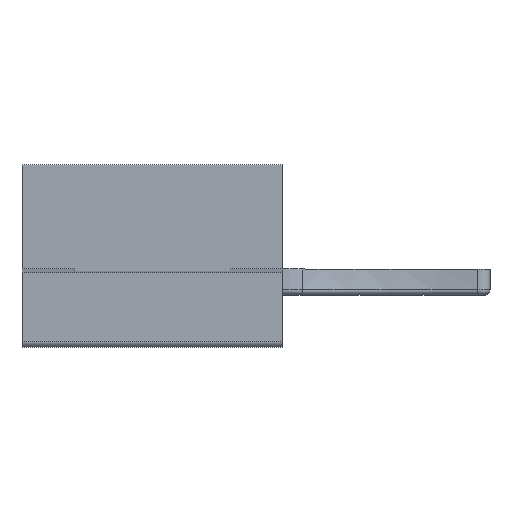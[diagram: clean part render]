
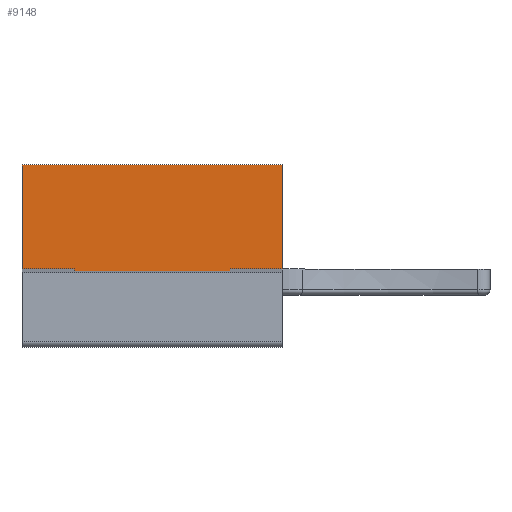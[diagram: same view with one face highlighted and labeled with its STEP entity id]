
A CAD part, top view. The second image highlights one B-rep face of the part: STEP entity #9148.
In plain terms, the highlighted planar face has unit normal (0, 0, 1).
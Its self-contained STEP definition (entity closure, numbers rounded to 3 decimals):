
#68 = VERTEX_POINT('',#69);
#69 = CARTESIAN_POINT('',(-67.,-80.,25.));
#82 = PLANE('',#83);
#83 = AXIS2_PLACEMENT_3D('',#84,#85,#86);
#84 = CARTESIAN_POINT('',(-117.,-80.,25.));
#85 = DIRECTION('',(0.,-0.996,
    -0.087));
#86 = DIRECTION('',(0.,-0.087,
    0.996));
#1965 = PLANE('',#1966);
#1966 = AXIS2_PLACEMENT_3D('',#1967,#1968,#1969);
#1967 = CARTESIAN_POINT('',(-117.,-80.7,33.));
#1968 = DIRECTION('',(-1.,-0.,0.));
#1969 = DIRECTION('',(0.,0.,-1.));
#2076 = VERTEX_POINT('',#2077);
#2077 = CARTESIAN_POINT('',(-117.,-80.,25.));
#2097 = EDGE_CURVE('',#2076,#2098,#2100,.T.);
#2098 = VERTEX_POINT('',#2099);
#2099 = CARTESIAN_POINT('',(-107.,-80.,25.));
#2100 = SURFACE_CURVE('',#2101,(#2105,#2111),.PCURVE_S1.);
#2101 = LINE('',#2102,#2103);
#2102 = CARTESIAN_POINT('',(-117.,-80.,25.));
#2103 = VECTOR('',#2104,1.);
#2104 = DIRECTION('',(1.,0.,0.));
#2105 = PCURVE('',#82,#2106);
#2106 = DEFINITIONAL_REPRESENTATION('',(#2107),#2110);
#2107 = B_SPLINE_CURVE_WITH_KNOTS('',1,(#2108,#2109),.UNSPECIFIED.,.F.,
  .F.,(2,2),(0.,10.),.PIECEWISE_BEZIER_KNOTS.);
#2108 = CARTESIAN_POINT('',(0.,0.));
#2109 = CARTESIAN_POINT('',(0.,-10.));
#2110 = ( GEOMETRIC_REPRESENTATION_CONTEXT(2) 
PARAMETRIC_REPRESENTATION_CONTEXT() REPRESENTATION_CONTEXT('2D SPACE',''
  ) );
#2111 = PCURVE('',#2112,#2117);
#2112 = PLANE('',#2113);
#2113 = AXIS2_PLACEMENT_3D('',#2114,#2115,#2116);
#2114 = CARTESIAN_POINT('',(-92.,-71.833,25.));
#2115 = DIRECTION('',(0.,0.,1.));
#2116 = DIRECTION('',(1.,0.,0.));
#2117 = DEFINITIONAL_REPRESENTATION('',(#2118),#2122);
#2118 = LINE('',#2119,#2120);
#2119 = CARTESIAN_POINT('',(-25.,-8.167));
#2120 = VECTOR('',#2121,1.);
#2121 = DIRECTION('',(1.,0.));
#2122 = ( GEOMETRIC_REPRESENTATION_CONTEXT(2) 
PARAMETRIC_REPRESENTATION_CONTEXT() REPRESENTATION_CONTEXT('2D SPACE',''
  ) );
#2140 = PLANE('',#2141);
#2141 = AXIS2_PLACEMENT_3D('',#2142,#2143,#2144);
#2142 = CARTESIAN_POINT('',(-107.,-61.098,27.072));
#2143 = DIRECTION('',(-1.,0.,0.));
#2144 = DIRECTION('',(0.,-1.,0.));
#2179 = VERTEX_POINT('',#2180);
#2180 = CARTESIAN_POINT('',(-77.,-80.,25.));
#2194 = PLANE('',#2195);
#2195 = AXIS2_PLACEMENT_3D('',#2196,#2197,#2198);
#2196 = CARTESIAN_POINT('',(-77.,-61.098,27.072));
#2197 = DIRECTION('',(-1.,0.,0.));
#2198 = DIRECTION('',(0.,-1.,0.));
#2206 = EDGE_CURVE('',#2179,#68,#2207,.T.);
#2207 = SURFACE_CURVE('',#2208,(#2212,#2218),.PCURVE_S1.);
#2208 = LINE('',#2209,#2210);
#2209 = CARTESIAN_POINT('',(-117.,-80.,25.));
#2210 = VECTOR('',#2211,1.);
#2211 = DIRECTION('',(1.,0.,0.));
#2212 = PCURVE('',#82,#2213);
#2213 = DEFINITIONAL_REPRESENTATION('',(#2214),#2217);
#2214 = B_SPLINE_CURVE_WITH_KNOTS('',1,(#2215,#2216),.UNSPECIFIED.,.F.,
  .F.,(2,2),(40.,50.),.PIECEWISE_BEZIER_KNOTS.);
#2215 = CARTESIAN_POINT('',(0.,-40.));
#2216 = CARTESIAN_POINT('',(0.,-50.));
#2217 = ( GEOMETRIC_REPRESENTATION_CONTEXT(2) 
PARAMETRIC_REPRESENTATION_CONTEXT() REPRESENTATION_CONTEXT('2D SPACE',''
  ) );
#2218 = PCURVE('',#2112,#2219);
#2219 = DEFINITIONAL_REPRESENTATION('',(#2220),#2224);
#2220 = LINE('',#2221,#2222);
#2221 = CARTESIAN_POINT('',(-25.,-8.167));
#2222 = VECTOR('',#2223,1.);
#2223 = DIRECTION('',(1.,0.));
#2224 = ( GEOMETRIC_REPRESENTATION_CONTEXT(2) 
PARAMETRIC_REPRESENTATION_CONTEXT() REPRESENTATION_CONTEXT('2D SPACE',''
  ) );
#2368 = PLANE('',#2369);
#2369 = AXIS2_PLACEMENT_3D('',#2370,#2371,#2372);
#2370 = CARTESIAN_POINT('',(-77.,-107.08,23.068));
#2371 = DIRECTION('',(0.,0.087,-0.996));
#2372 = DIRECTION('',(0.,0.996,
    0.087));
#6473 = EDGE_CURVE('',#6474,#2179,#6476,.T.);
#6474 = VERTEX_POINT('',#6475);
#6475 = CARTESIAN_POINT('',(-77.,-85.,25.));
#6476 = SURFACE_CURVE('',#6477,(#6481,#6488),.PCURVE_S1.);
#6477 = LINE('',#6478,#6479);
#6478 = CARTESIAN_POINT('',(-77.,-85.,25.));
#6479 = VECTOR('',#6480,1.);
#6480 = DIRECTION('',(0.,1.,0.));
#6481 = PCURVE('',#2194,#6482);
#6482 = DEFINITIONAL_REPRESENTATION('',(#6483),#6487);
#6483 = LINE('',#6484,#6485);
#6484 = CARTESIAN_POINT('',(23.902,-2.072));
#6485 = VECTOR('',#6486,1.);
#6486 = DIRECTION('',(-1.,0.));
#6487 = ( GEOMETRIC_REPRESENTATION_CONTEXT(2) 
PARAMETRIC_REPRESENTATION_CONTEXT() REPRESENTATION_CONTEXT('2D SPACE',''
  ) );
#6488 = PCURVE('',#2112,#6489);
#6489 = DEFINITIONAL_REPRESENTATION('',(#6490),#6494);
#6490 = LINE('',#6491,#6492);
#6491 = CARTESIAN_POINT('',(15.,-13.167));
#6492 = VECTOR('',#6493,1.);
#6493 = DIRECTION('',(0.,1.));
#6494 = ( GEOMETRIC_REPRESENTATION_CONTEXT(2) 
PARAMETRIC_REPRESENTATION_CONTEXT() REPRESENTATION_CONTEXT('2D SPACE',''
  ) );
#6592 = EDGE_CURVE('',#6593,#2098,#6595,.T.);
#6593 = VERTEX_POINT('',#6594);
#6594 = CARTESIAN_POINT('',(-107.,-85.,25.));
#6595 = SURFACE_CURVE('',#6596,(#6600,#6607),.PCURVE_S1.);
#6596 = LINE('',#6597,#6598);
#6597 = CARTESIAN_POINT('',(-107.,-85.,25.));
#6598 = VECTOR('',#6599,1.);
#6599 = DIRECTION('',(0.,1.,0.));
#6600 = PCURVE('',#2140,#6601);
#6601 = DEFINITIONAL_REPRESENTATION('',(#6602),#6606);
#6602 = LINE('',#6603,#6604);
#6603 = CARTESIAN_POINT('',(23.902,-2.072));
#6604 = VECTOR('',#6605,1.);
#6605 = DIRECTION('',(-1.,0.));
#6606 = ( GEOMETRIC_REPRESENTATION_CONTEXT(2) 
PARAMETRIC_REPRESENTATION_CONTEXT() REPRESENTATION_CONTEXT('2D SPACE',''
  ) );
#6607 = PCURVE('',#2112,#6608);
#6608 = DEFINITIONAL_REPRESENTATION('',(#6609),#6613);
#6609 = LINE('',#6610,#6611);
#6610 = CARTESIAN_POINT('',(-15.,-13.167));
#6611 = VECTOR('',#6612,1.);
#6612 = DIRECTION('',(0.,1.));
#6613 = ( GEOMETRIC_REPRESENTATION_CONTEXT(2) 
PARAMETRIC_REPRESENTATION_CONTEXT() REPRESENTATION_CONTEXT('2D SPACE',''
  ) );
#6665 = EDGE_CURVE('',#6474,#6593,#6666,.T.);
#6666 = SURFACE_CURVE('',#6667,(#6671,#6678),.PCURVE_S1.);
#6667 = LINE('',#6668,#6669);
#6668 = CARTESIAN_POINT('',(-77.,-85.,25.));
#6669 = VECTOR('',#6670,1.);
#6670 = DIRECTION('',(-1.,0.,0.));
#6671 = PCURVE('',#2368,#6672);
#6672 = DEFINITIONAL_REPRESENTATION('',(#6673),#6677);
#6673 = LINE('',#6674,#6675);
#6674 = CARTESIAN_POINT('',(22.164,0.));
#6675 = VECTOR('',#6676,1.);
#6676 = DIRECTION('',(0.,-1.));
#6677 = ( GEOMETRIC_REPRESENTATION_CONTEXT(2) 
PARAMETRIC_REPRESENTATION_CONTEXT() REPRESENTATION_CONTEXT('2D SPACE',''
  ) );
#6678 = PCURVE('',#2112,#6679);
#6679 = DEFINITIONAL_REPRESENTATION('',(#6680),#6684);
#6680 = LINE('',#6681,#6682);
#6681 = CARTESIAN_POINT('',(15.,-13.167));
#6682 = VECTOR('',#6683,1.);
#6683 = DIRECTION('',(-1.,0.));
#6684 = ( GEOMETRIC_REPRESENTATION_CONTEXT(2) 
PARAMETRIC_REPRESENTATION_CONTEXT() REPRESENTATION_CONTEXT('2D SPACE',''
  ) );
#8873 = EDGE_CURVE('',#8874,#2076,#8876,.T.);
#8874 = VERTEX_POINT('',#8875);
#8875 = CARTESIAN_POINT('',(-117.,-60.,25.));
#8876 = SURFACE_CURVE('',#8877,(#8881,#8888),.PCURVE_S1.);
#8877 = LINE('',#8878,#8879);
#8878 = CARTESIAN_POINT('',(-117.,-60.,25.));
#8879 = VECTOR('',#8880,1.);
#8880 = DIRECTION('',(0.,-1.,0.));
#8881 = PCURVE('',#1965,#8882);
#8882 = DEFINITIONAL_REPRESENTATION('',(#8883),#8887);
#8883 = LINE('',#8884,#8885);
#8884 = CARTESIAN_POINT('',(8.,-20.7));
#8885 = VECTOR('',#8886,1.);
#8886 = DIRECTION('',(0.,1.));
#8887 = ( GEOMETRIC_REPRESENTATION_CONTEXT(2) 
PARAMETRIC_REPRESENTATION_CONTEXT() REPRESENTATION_CONTEXT('2D SPACE',''
  ) );
#8888 = PCURVE('',#2112,#8889);
#8889 = DEFINITIONAL_REPRESENTATION('',(#8890),#8894);
#8890 = LINE('',#8891,#8892);
#8891 = CARTESIAN_POINT('',(-25.,11.833));
#8892 = VECTOR('',#8893,1.);
#8893 = DIRECTION('',(0.,-1.));
#8894 = ( GEOMETRIC_REPRESENTATION_CONTEXT(2) 
PARAMETRIC_REPRESENTATION_CONTEXT() REPRESENTATION_CONTEXT('2D SPACE',''
  ) );
#8912 = PLANE('',#8913);
#8913 = AXIS2_PLACEMENT_3D('',#8914,#8915,#8916);
#8914 = CARTESIAN_POINT('',(-117.,-60.,25.));
#8915 = DIRECTION('',(0.,1.,0.));
#8916 = DIRECTION('',(0.,0.,-1.));
#8984 = EDGE_CURVE('',#8874,#8985,#8987,.T.);
#8985 = VERTEX_POINT('',#8986);
#8986 = CARTESIAN_POINT('',(-67.,-60.,25.));
#8987 = SURFACE_CURVE('',#8988,(#8992,#8999),.PCURVE_S1.);
#8988 = LINE('',#8989,#8990);
#8989 = CARTESIAN_POINT('',(-117.,-60.,25.));
#8990 = VECTOR('',#8991,1.);
#8991 = DIRECTION('',(1.,0.,0.));
#8992 = PCURVE('',#8912,#8993);
#8993 = DEFINITIONAL_REPRESENTATION('',(#8994),#8998);
#8994 = LINE('',#8995,#8996);
#8995 = CARTESIAN_POINT('',(0.,0.));
#8996 = VECTOR('',#8997,1.);
#8997 = DIRECTION('',(0.,-1.));
#8998 = ( GEOMETRIC_REPRESENTATION_CONTEXT(2) 
PARAMETRIC_REPRESENTATION_CONTEXT() REPRESENTATION_CONTEXT('2D SPACE',''
  ) );
#8999 = PCURVE('',#2112,#9000);
#9000 = DEFINITIONAL_REPRESENTATION('',(#9001),#9005);
#9001 = LINE('',#9002,#9003);
#9002 = CARTESIAN_POINT('',(-25.,11.833));
#9003 = VECTOR('',#9004,1.);
#9004 = DIRECTION('',(1.,0.));
#9005 = ( GEOMETRIC_REPRESENTATION_CONTEXT(2) 
PARAMETRIC_REPRESENTATION_CONTEXT() REPRESENTATION_CONTEXT('2D SPACE',''
  ) );
#9023 = PLANE('',#9024);
#9024 = AXIS2_PLACEMENT_3D('',#9025,#9026,#9027);
#9025 = CARTESIAN_POINT('',(-67.,-60.,-5.));
#9026 = DIRECTION('',(1.,0.,0.));
#9027 = DIRECTION('',(0.,-1.,0.));
#9081 = EDGE_CURVE('',#68,#8985,#9082,.T.);
#9082 = SURFACE_CURVE('',#9083,(#9087,#9093),.PCURVE_S1.);
#9083 = LINE('',#9084,#9085);
#9084 = CARTESIAN_POINT('',(-67.,-85.,25.));
#9085 = VECTOR('',#9086,1.);
#9086 = DIRECTION('',(0.,1.,0.));
#9087 = PCURVE('',#9023,#9088);
#9088 = DEFINITIONAL_REPRESENTATION('',(#9089),#9092);
#9089 = B_SPLINE_CURVE_WITH_KNOTS('',1,(#9090,#9091),.UNSPECIFIED.,.F.,
  .F.,(2,2),(5.,25.),.PIECEWISE_BEZIER_KNOTS.);
#9090 = CARTESIAN_POINT('',(20.,-30.));
#9091 = CARTESIAN_POINT('',(0.,-30.));
#9092 = ( GEOMETRIC_REPRESENTATION_CONTEXT(2) 
PARAMETRIC_REPRESENTATION_CONTEXT() REPRESENTATION_CONTEXT('2D SPACE',''
  ) );
#9093 = PCURVE('',#2112,#9094);
#9094 = DEFINITIONAL_REPRESENTATION('',(#9095),#9099);
#9095 = LINE('',#9096,#9097);
#9096 = CARTESIAN_POINT('',(25.,-13.167));
#9097 = VECTOR('',#9098,1.);
#9098 = DIRECTION('',(0.,1.));
#9099 = ( GEOMETRIC_REPRESENTATION_CONTEXT(2) 
PARAMETRIC_REPRESENTATION_CONTEXT() REPRESENTATION_CONTEXT('2D SPACE',''
  ) );
#9148 = ADVANCED_FACE('',(#9149),#2112,.T.);
#9149 = FACE_BOUND('',#9150,.T.);
#9150 = EDGE_LOOP('',(#9151,#9152,#9153,#9154,#9155,#9156,#9157,#9158));
#9151 = ORIENTED_EDGE('',*,*,#8873,.T.);
#9152 = ORIENTED_EDGE('',*,*,#2097,.T.);
#9153 = ORIENTED_EDGE('',*,*,#6592,.F.);
#9154 = ORIENTED_EDGE('',*,*,#6665,.F.);
#9155 = ORIENTED_EDGE('',*,*,#6473,.T.);
#9156 = ORIENTED_EDGE('',*,*,#2206,.T.);
#9157 = ORIENTED_EDGE('',*,*,#9081,.T.);
#9158 = ORIENTED_EDGE('',*,*,#8984,.F.);
